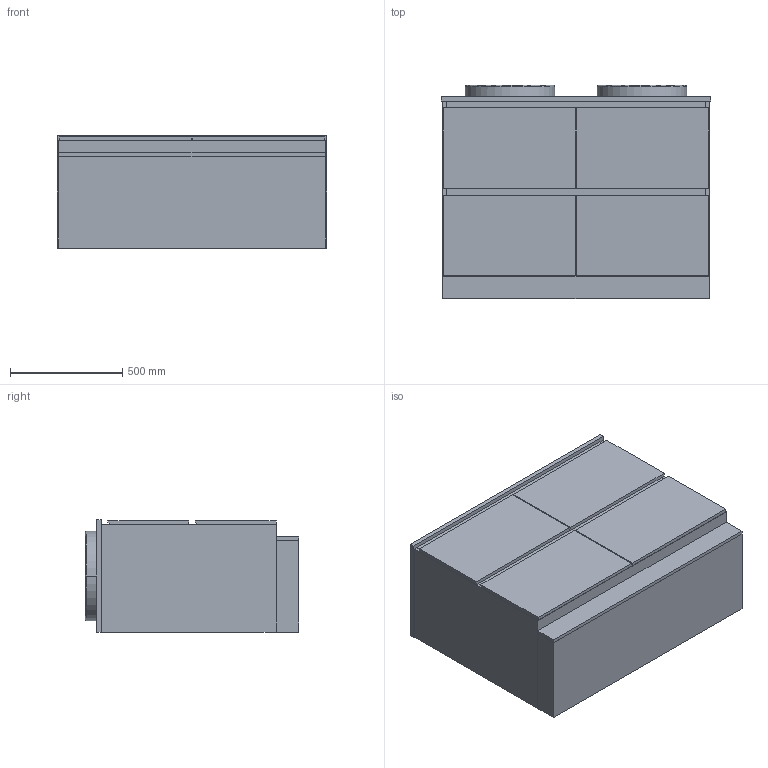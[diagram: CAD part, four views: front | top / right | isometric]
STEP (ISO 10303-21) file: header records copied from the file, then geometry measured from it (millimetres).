
FILE_DESCRIPTION (( 'STEP AP214' ), '1' );
FILE_NAME ('1200D.STEP', '2022-07-25T04:08:24', ( '' ), ( '' ), 'SwSTEP 2.0', 'SolidWorks 2021', '' );
FILE_SCHEMA (( 'AUTOMOTIVE_DESIGN' ));
Length unit declared in the file: millimetre
Products named in the file (4): Domaine All Drawer 1200 Double WK; Domaine All Drawer 1200D WK; 1200D; Respect
Assembly tree (4 placements, depth 3):
  1200D
    Domaine All Drawer 1200D WK
      Domaine All Drawer 1200 Double WK
      Respect  x2
Bounding box: 1200 x 950.04 x 500 mm (x, y, z)
Volume: 126521985.4 mm3; surface area: 11313921.5 mm2
Topology: 11 solids, 11 shells, 114 faces, 240 edges, 148 vertices
Faces by surface type: plane 66, cone 16, torus 16, cylinder 8, bspline 8
Entity records: 3076 total; most frequent: CARTESIAN_POINT 824, DIRECTION 418, ORIENTED_EDGE 384, EDGE_CURVE 192, VECTOR 146, LINE 146, AXIS2_PLACEMENT_3D 136, VERTEX_POINT 122
